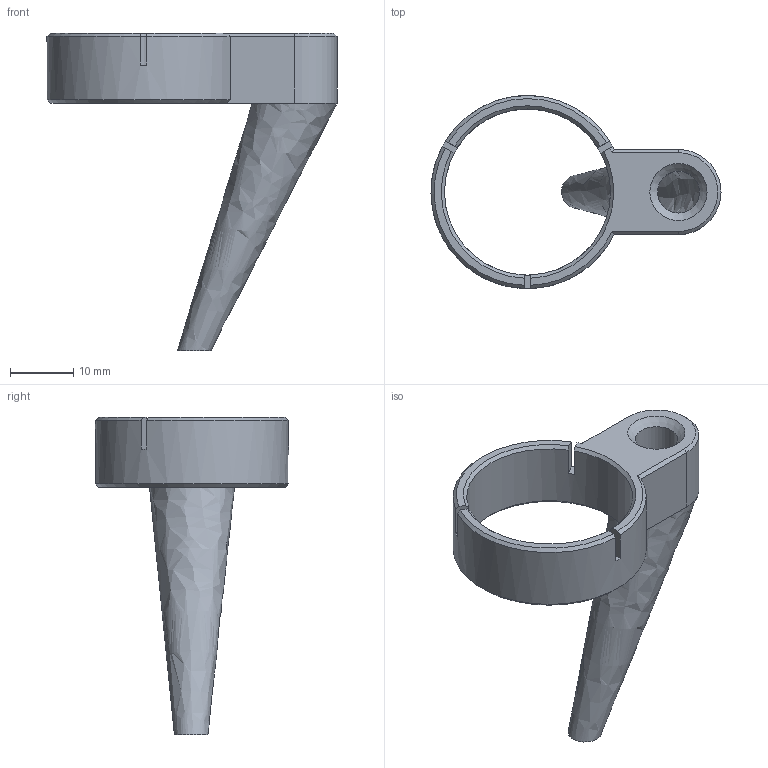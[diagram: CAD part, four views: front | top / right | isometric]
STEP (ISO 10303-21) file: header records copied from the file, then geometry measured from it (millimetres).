
FILE_DESCRIPTION(/* description */ (''),/* implementation_level */ '2;1');
FILE_NAME(/* name */ 'Air Assist.stp',/* time_stamp */ '2017-07-06T10:03:29-04:00',/* author */ (''),/* organization */ (''),/* preprocessor_version */ 'ST-DEVELOPER v16.13',/* originating_system */ 'Autodesk Translation Framework v6.1.1.50',/* authorisation */ '');
FILE_SCHEMA (('AUTOMOTIVE_DESIGN { 1 0 10303 214 3 1 1 }'));
Length unit declared in the file: millimetre
Products named in the file (1): FusionComponent
Bounding box: 45.7 x 30.42 x 50 mm (x, y, z)
Volume: 5475.8 mm3; surface area: 4969.8 mm2
Topology: 1 solids, 1 shells, 37 faces, 98 edges, 63 vertices
Faces by surface type: plane 19, cone 11, cylinder 5, bspline 2
Full cylindrical faces by diameter (mm): 6.6 x1, 26.168 x1
Entity records: 1311 total; most frequent: CARTESIAN_POINT 362, DIRECTION 201, ORIENTED_EDGE 186, EDGE_CURVE 93, AXIS2_PLACEMENT_3D 76, VERTEX_POINT 62, LINE 49, VECTOR 49
